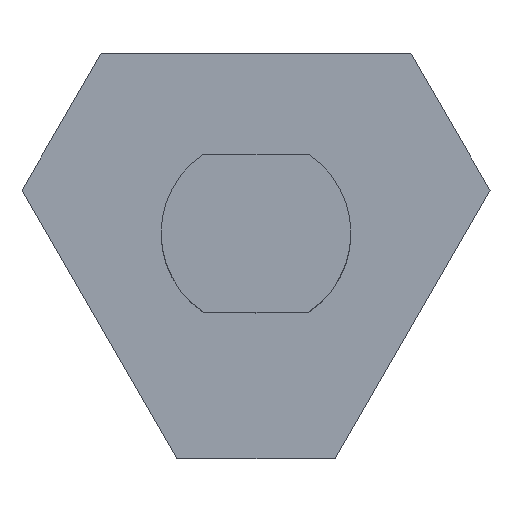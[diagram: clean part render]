
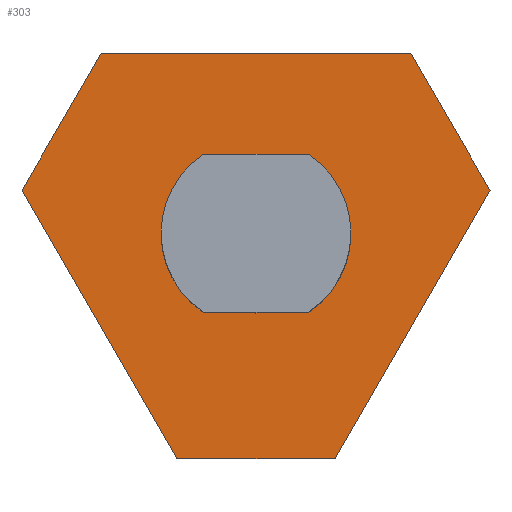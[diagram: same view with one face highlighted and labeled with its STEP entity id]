
A CAD part, top view. The second image highlights one B-rep face of the part: STEP entity #303.
In plain terms, the highlighted planar face has unit normal (0, 0, 1).
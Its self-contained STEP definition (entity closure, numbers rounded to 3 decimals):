
#17=FACE_BOUND('',#66,.T.);
#29=PLANE('',#344);
#46=FACE_OUTER_BOUND('',#65,.T.);
#65=EDGE_LOOP('',(#271,#272,#273,#274,#275,#276));
#66=EDGE_LOOP('',(#277));
#82=LINE('',#485,#112);
#85=LINE('',#491,#115);
#88=LINE('',#497,#118);
#91=LINE('',#503,#121);
#94=LINE('',#509,#124);
#97=LINE('',#513,#127);
#112=VECTOR('',#402,10.);
#115=VECTOR('',#407,10.);
#118=VECTOR('',#412,10.);
#121=VECTOR('',#417,10.);
#124=VECTOR('',#422,10.);
#127=VECTOR('',#427,10.);
#137=CIRCLE('',#337,1.25);
#151=VERTEX_POINT('',#475);
#154=VERTEX_POINT('',#482);
#155=VERTEX_POINT('',#484);
#157=VERTEX_POINT('',#490);
#159=VERTEX_POINT('',#496);
#161=VERTEX_POINT('',#502);
#163=VERTEX_POINT('',#508);
#185=EDGE_CURVE('',#151,#151,#137,.T.);
#188=EDGE_CURVE('',#155,#154,#82,.T.);
#191=EDGE_CURVE('',#157,#155,#85,.T.);
#194=EDGE_CURVE('',#159,#157,#88,.T.);
#197=EDGE_CURVE('',#161,#159,#91,.T.);
#200=EDGE_CURVE('',#163,#161,#94,.T.);
#203=EDGE_CURVE('',#154,#163,#97,.T.);
#271=ORIENTED_EDGE('',*,*,#203,.T.);
#272=ORIENTED_EDGE('',*,*,#200,.T.);
#273=ORIENTED_EDGE('',*,*,#197,.T.);
#274=ORIENTED_EDGE('',*,*,#194,.T.);
#275=ORIENTED_EDGE('',*,*,#191,.T.);
#276=ORIENTED_EDGE('',*,*,#188,.T.);
#277=ORIENTED_EDGE('',*,*,#185,.T.);
#303=ADVANCED_FACE('',(#46,#17),#29,.T.);
#337=AXIS2_PLACEMENT_3D('',#477,#396,#397);
#344=AXIS2_PLACEMENT_3D('',#514,#428,#429);
#396=DIRECTION('center_axis',(0.,0.,-1.));
#397=DIRECTION('ref_axis',(-1.,0.,0.));
#402=DIRECTION('',(0.5,-0.866,0.));
#407=DIRECTION('',(-0.5,-0.866,0.));
#412=DIRECTION('',(-1.,0.,0.));
#417=DIRECTION('',(-0.5,0.866,0.));
#422=DIRECTION('',(0.5,0.866,0.));
#427=DIRECTION('',(1.,0.,0.));
#428=DIRECTION('center_axis',(0.,0.,1.));
#429=DIRECTION('ref_axis',(1.,0.,0.));
#475=CARTESIAN_POINT('',(2.5,3.551,1.));
#477=CARTESIAN_POINT('Origin',(1.25,3.551,1.));
#482=CARTESIAN_POINT('',(0.,0.,1.));
#484=CARTESIAN_POINT('',(-2.45,4.244,1.));
#485=CARTESIAN_POINT('',(0.,0.,1.));
#490=CARTESIAN_POINT('',(-1.2,6.409,1.));
#491=CARTESIAN_POINT('',(-2.45,4.244,1.));
#496=CARTESIAN_POINT('',(3.7,6.409,1.));
#497=CARTESIAN_POINT('',(3.7,6.409,1.));
#502=CARTESIAN_POINT('',(4.95,4.244,1.));
#503=CARTESIAN_POINT('',(4.95,4.244,1.));
#508=CARTESIAN_POINT('',(2.5,0.,1.));
#509=CARTESIAN_POINT('',(2.5,0.,1.));
#513=CARTESIAN_POINT('',(0.,0.,1.));
#514=CARTESIAN_POINT('Origin',(1.25,3.204,1.));
